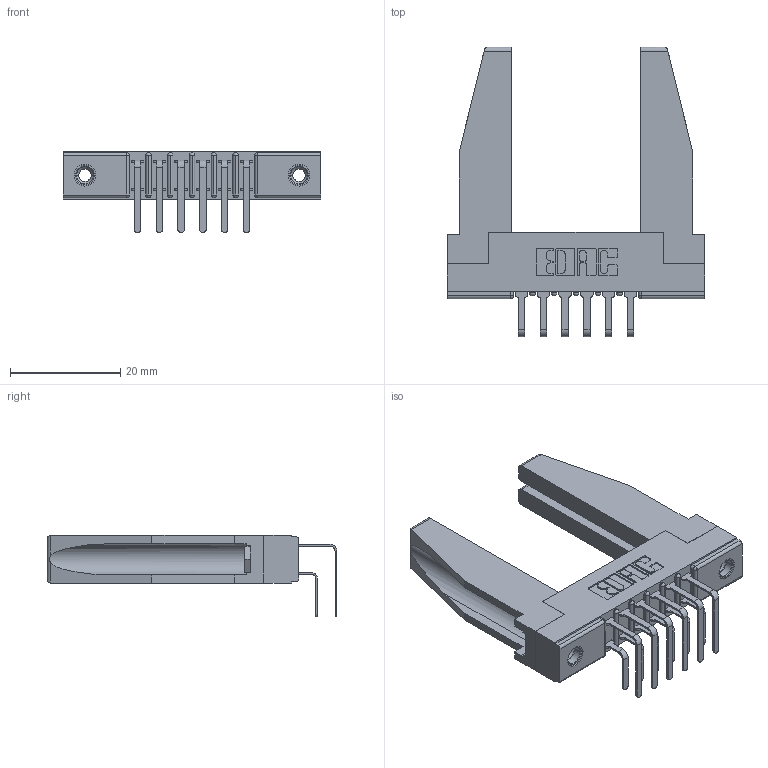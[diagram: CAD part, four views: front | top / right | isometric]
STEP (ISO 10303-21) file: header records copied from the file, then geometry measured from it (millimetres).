
FILE_DESCRIPTION (( 'STEP AP203' ), '1' );
FILE_NAME ('307-012-458-278.STEP', '2020-09-28T15:05:36', ( '' ), ( '' ), 'SwSTEP 2.0', 'SolidWorks 2020', '' );
FILE_SCHEMA (( 'CONFIG_CONTROL_DESIGN' ));
Length unit declared in the file: inch
Products named in the file (6): 307-012-458-278; 307-220-078; 307-290-001_558 559 - 1 (Single); 307 Part_.156 Dia Mounting Holes; 345-250-001_345-250-001-102; 307-290-001_558 - 2 (Single)
Assembly tree (17 placements, depth 2):
  307-012-458-278
    307 Part_.156 Dia Mounting Holes
    307-290-001_558 559 - 1 (Single)  x6
    307-290-001_558 - 2 (Single)  x6
    307-220-078  x2
    345-250-001_345-250-001-102  x2
Bounding box: 46.79 x 52.67 x 14.81 mm (x, y, z)
Volume: 7108.7 mm3; surface area: 8791.6 mm2
Topology: 17 solids, 17 shells, 855 faces, 2357 edges, 1526 vertices
Faces by surface type: plane 550, cylinder 275, sphere 14, cone 12, torus 4
Entity records: 13660 total; most frequent: CARTESIAN_POINT 2258, ORIENTED_EDGE 2192, DIRECTION 2180, EDGE_CURVE 1096, VECTOR 828, LINE 828, VERTEX_POINT 712, AXIS2_PLACEMENT_3D 676
